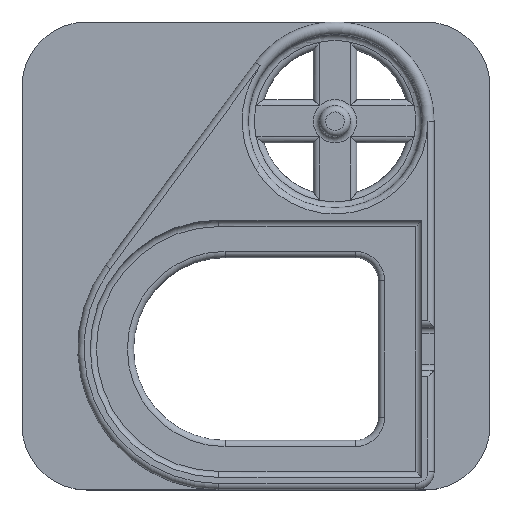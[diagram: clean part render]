
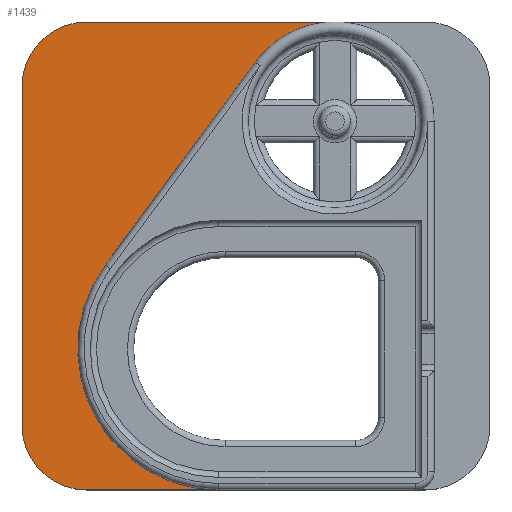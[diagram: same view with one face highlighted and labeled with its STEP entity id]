
A CAD part, top view. The second image highlights one B-rep face of the part: STEP entity #1439.
In plain terms, the highlighted planar face has unit normal (0, 0, 1).
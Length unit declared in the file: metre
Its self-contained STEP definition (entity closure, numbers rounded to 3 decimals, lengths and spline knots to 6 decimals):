
#96=CIRCLE('',#1541,0.016);
#100=CIRCLE('',#1548,0.02275);
#108=CIRCLE('',#1565,0.010375);
#109=CIRCLE('',#1566,0.010375);
#265=ORIENTED_EDGE('',*,*,#673,.T.);
#266=ORIENTED_EDGE('',*,*,#685,.T.);
#267=ORIENTED_EDGE('',*,*,#682,.T.);
#268=ORIENTED_EDGE('',*,*,#686,.T.);
#269=ORIENTED_EDGE('',*,*,#661,.T.);
#270=ORIENTED_EDGE('',*,*,#646,.F.);
#271=ORIENTED_EDGE('',*,*,#643,.T.);
#272=ORIENTED_EDGE('',*,*,#631,.F.);
#631=EDGE_CURVE('',#850,#847,#96,.T.);
#643=EDGE_CURVE('',#860,#847,#979,.T.);
#646=EDGE_CURVE('',#860,#862,#100,.T.);
#661=EDGE_CURVE('',#872,#862,#991,.T.);
#673=EDGE_CURVE('',#850,#881,#1000,.T.);
#682=EDGE_CURVE('',#887,#888,#1009,.T.);
#685=EDGE_CURVE('',#881,#887,#108,.T.);
#686=EDGE_CURVE('',#888,#872,#109,.T.);
#847=VERTEX_POINT('',#2229);
#850=VERTEX_POINT('',#2235);
#860=VERTEX_POINT('',#2258);
#862=VERTEX_POINT('',#2264);
#872=VERTEX_POINT('',#2296);
#881=VERTEX_POINT('',#2318);
#887=VERTEX_POINT('',#2335);
#888=VERTEX_POINT('',#2336);
#979=LINE('',#2260,#1108);
#991=LINE('',#2295,#1120);
#1000=LINE('',#2319,#1129);
#1009=LINE('',#2334,#1138);
#1108=VECTOR('',#1770,1.);
#1120=VECTOR('',#1806,1.);
#1129=VECTOR('',#1825,1.);
#1138=VECTOR('',#1836,1.);
#1221=EDGE_LOOP('',(#265,#266,#267,#268,#269,#270,#271,#272));
#1315=FACE_BOUND('',#1221,.T.);
#1403=PLANE('',#1564);
#1439=ADVANCED_FACE('',(#1315),#1403,.T.);
#1541=AXIS2_PLACEMENT_3D('',#2236,#1751,#1752);
#1548=AXIS2_PLACEMENT_3D('',#2266,#1776,#1777);
#1564=AXIS2_PLACEMENT_3D('',#2339,#1839,#1840);
#1565=AXIS2_PLACEMENT_3D('',#2340,#1841,#1842);
#1566=AXIS2_PLACEMENT_3D('',#2341,#1843,#1844);
#1751=DIRECTION('',(0.,0.,1.));
#1752=DIRECTION('',(1.,0.,0.));
#1770=DIRECTION('',(0.594,0.804,0.));
#1776=DIRECTION('',(0.,0.,1.));
#1777=DIRECTION('',(1.,0.,0.));
#1806=DIRECTION('',(1.,0.,0.));
#1825=DIRECTION('',(-1.,0.,0.));
#1836=DIRECTION('',(0.,-1.,0.));
#1839=DIRECTION('',(0.,0.,1.));
#1840=DIRECTION('',(1.,0.,0.));
#1841=DIRECTION('',(0.,0.,1.));
#1842=DIRECTION('',(1.,0.,0.));
#1843=DIRECTION('',(0.,0.,1.));
#1844=DIRECTION('',(1.,0.,0.));
#2229=CARTESIAN_POINT('',(-0.049822,0.048335,0.0025));
#2235=CARTESIAN_POINT('',(-0.036951,0.054829,0.0025));
#2236=CARTESIAN_POINT('',(-0.036951,0.038829,0.0025));
#2258=CARTESIAN_POINT('',(-0.074002,0.015595,0.0025));
#2260=CARTESIAN_POINT('',(-0.061912,0.031965,0.0025));
#2264=CARTESIAN_POINT('',(-0.055701,-0.020671,0.0025));
#2266=CARTESIAN_POINT('',(-0.055701,0.002079,0.0025));
#2295=CARTESIAN_POINT('',(-0.071576,-0.020671,0.0025));
#2296=CARTESIAN_POINT('',(-0.077076,-0.020671,0.0025));
#2318=CARTESIAN_POINT('',(-0.077076,0.054829,0.0025));
#2319=CARTESIAN_POINT('',(-0.068201,0.054829,0.0025));
#2334=CARTESIAN_POINT('',(-0.087451,0.017079,0.0025));
#2335=CARTESIAN_POINT('',(-0.087451,0.044454,0.0025));
#2336=CARTESIAN_POINT('',(-0.087451,-0.010296,0.0025));
#2339=CARTESIAN_POINT('',(-0.049701,0.017079,0.0025));
#2340=CARTESIAN_POINT('',(-0.077076,0.044454,0.0025));
#2341=CARTESIAN_POINT('',(-0.077076,-0.010296,0.0025));
